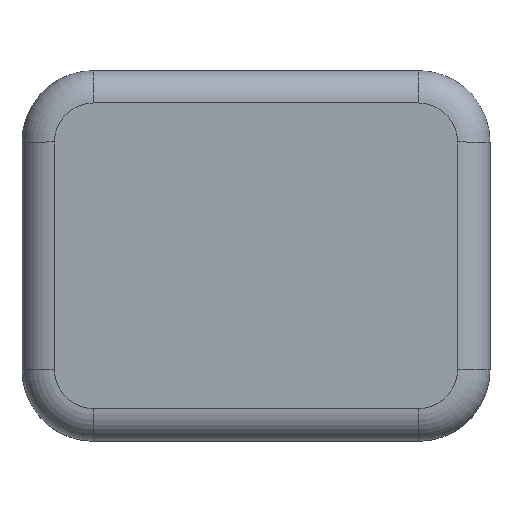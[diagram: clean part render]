
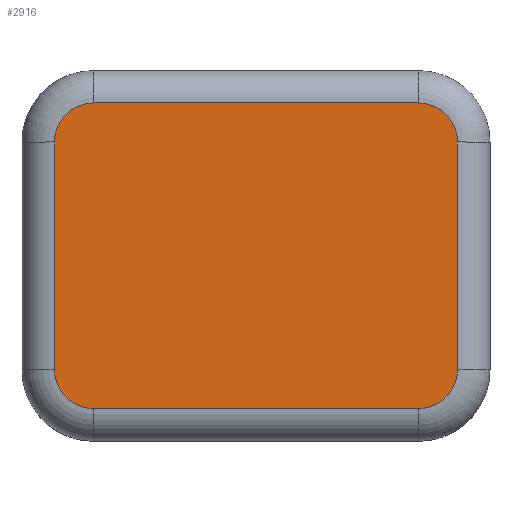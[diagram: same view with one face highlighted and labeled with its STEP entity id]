
A CAD part, top view. The second image highlights one B-rep face of the part: STEP entity #2916.
In plain terms, the highlighted planar face has unit normal (0, 0, 1).
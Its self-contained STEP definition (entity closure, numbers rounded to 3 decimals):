
#107=CIRCLE('',#3129,6.);
#111=CIRCLE('',#3135,6.);
#115=CIRCLE('',#3141,6.);
#118=CIRCLE('',#3146,6.);
#296=FACE_OUTER_BOUND('',#470,.T.);
#470=EDGE_LOOP('',(#2505,#2506,#2507,#2508,#2509,#2510,#2511,#2512));
#772=LINE('',#4714,#1098);
#773=LINE('',#4725,#1099);
#775=LINE('',#4737,#1101);
#777=LINE('',#4749,#1103);
#1098=VECTOR('',#3796,10.);
#1099=VECTOR('',#3809,10.);
#1101=VECTOR('',#3823,10.);
#1103=VECTOR('',#3837,10.);
#1385=VERTEX_POINT('',#4707);
#1388=VERTEX_POINT('',#4712);
#1390=VERTEX_POINT('',#4717);
#1392=VERTEX_POINT('',#4723);
#1394=VERTEX_POINT('',#4729);
#1396=VERTEX_POINT('',#4735);
#1398=VERTEX_POINT('',#4741);
#1400=VERTEX_POINT('',#4747);
#1762=EDGE_CURVE('',#1388,#1385,#772,.T.);
#1764=EDGE_CURVE('',#1390,#1388,#107,.T.);
#1767=EDGE_CURVE('',#1392,#1390,#773,.T.);
#1770=EDGE_CURVE('',#1394,#1392,#111,.T.);
#1773=EDGE_CURVE('',#1396,#1394,#775,.T.);
#1776=EDGE_CURVE('',#1398,#1396,#115,.T.);
#1779=EDGE_CURVE('',#1400,#1398,#777,.T.);
#1781=EDGE_CURVE('',#1385,#1400,#118,.T.);
#2505=ORIENTED_EDGE('',*,*,#1762,.F.);
#2506=ORIENTED_EDGE('',*,*,#1764,.F.);
#2507=ORIENTED_EDGE('',*,*,#1767,.F.);
#2508=ORIENTED_EDGE('',*,*,#1770,.F.);
#2509=ORIENTED_EDGE('',*,*,#1773,.F.);
#2510=ORIENTED_EDGE('',*,*,#1776,.F.);
#2511=ORIENTED_EDGE('',*,*,#1779,.F.);
#2512=ORIENTED_EDGE('',*,*,#1781,.F.);
#2771=PLANE('',#3154);
#2916=ADVANCED_FACE('',(#296),#2771,.T.);
#3129=AXIS2_PLACEMENT_3D('',#4719,#3801,#3802);
#3135=AXIS2_PLACEMENT_3D('',#4731,#3815,#3816);
#3141=AXIS2_PLACEMENT_3D('',#4743,#3829,#3830);
#3146=AXIS2_PLACEMENT_3D('',#4752,#3841,#3842);
#3154=AXIS2_PLACEMENT_3D('',#4780,#3868,#3869);
#3796=DIRECTION('',(0.,-1.,0.));
#3801=DIRECTION('center_axis',(0.,0.,-1.));
#3802=DIRECTION('ref_axis',(0.707,0.707,0.));
#3809=DIRECTION('',(1.,0.,0.));
#3815=DIRECTION('center_axis',(0.,0.,-1.));
#3816=DIRECTION('ref_axis',(-0.707,0.707,0.));
#3823=DIRECTION('',(0.,1.,0.));
#3829=DIRECTION('center_axis',(0.,0.,-1.));
#3830=DIRECTION('ref_axis',(-0.707,-0.707,0.));
#3837=DIRECTION('',(-1.,0.,0.));
#3841=DIRECTION('center_axis',(0.,0.,-1.));
#3842=DIRECTION('ref_axis',(0.707,-0.707,0.));
#3868=DIRECTION('center_axis',(0.,0.,1.));
#3869=DIRECTION('ref_axis',(-1.,0.,0.));
#4707=CARTESIAN_POINT('',(61.,5.,29.));
#4712=CARTESIAN_POINT('',(61.,40.,29.));
#4714=CARTESIAN_POINT('',(61.,13.75,29.));
#4717=CARTESIAN_POINT('',(55.,46.,29.));
#4719=CARTESIAN_POINT('Origin',(55.,40.,29.));
#4723=CARTESIAN_POINT('',(5.,46.,29.));
#4725=CARTESIAN_POINT('',(42.5,46.,29.));
#4729=CARTESIAN_POINT('',(-1.,40.,29.));
#4731=CARTESIAN_POINT('Origin',(5.,40.,29.));
#4735=CARTESIAN_POINT('',(-1.,5.,29.));
#4737=CARTESIAN_POINT('',(-1.,31.25,29.));
#4741=CARTESIAN_POINT('',(5.,-1.,29.));
#4743=CARTESIAN_POINT('Origin',(5.,5.,29.));
#4747=CARTESIAN_POINT('',(55.,-1.,29.));
#4749=CARTESIAN_POINT('',(17.5,-1.,29.));
#4752=CARTESIAN_POINT('Origin',(55.,5.,29.));
#4780=CARTESIAN_POINT('Origin',(30.,22.5,29.));
